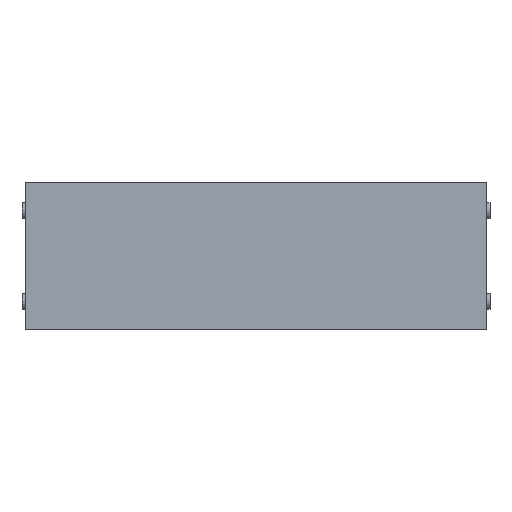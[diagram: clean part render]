
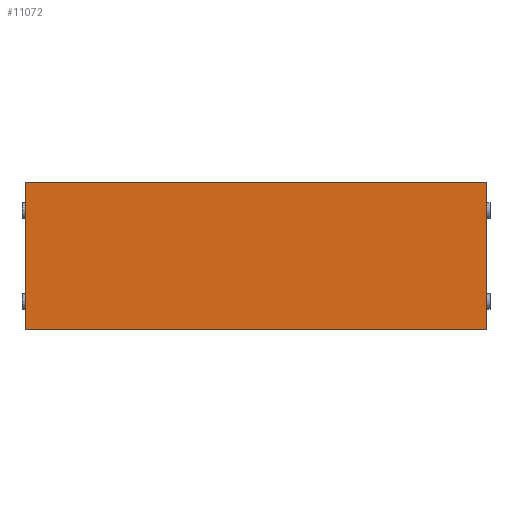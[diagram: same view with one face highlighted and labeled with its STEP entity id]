
A CAD part, front view. The second image highlights one B-rep face of the part: STEP entity #11072.
In plain terms, the highlighted planar face has unit normal (0, -1, 0).
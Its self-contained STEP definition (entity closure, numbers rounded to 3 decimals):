
#58 = EDGE_LOOP ( 'NONE', ( #6477, #9692, #6591, #11127 ) ) ;
#967 = LINE ( 'NONE', #10001, #8096 ) ;
#1659 = VECTOR ( 'NONE', #4394, 1000. ) ;
#1788 = DIRECTION ( 'NONE',  ( -1., 0., 0. ) ) ;
#2421 = EDGE_CURVE ( 'NONE', #5290, #11233, #967, .T. ) ;
#3144 = DIRECTION ( 'NONE',  ( 0., -1., 0. ) ) ;
#3601 = EDGE_CURVE ( 'NONE', #11233, #7987, #7265, .T. ) ;
#3709 = DIRECTION ( 'NONE',  ( 0., 0., -1. ) ) ;
#4081 = VECTOR ( 'NONE', #3709, 1000. ) ;
#4293 = EDGE_CURVE ( 'NONE', #7987, #5828, #5105, .T. ) ;
#4394 = DIRECTION ( 'NONE',  ( 1., 0., 0. ) ) ;
#4546 = CARTESIAN_POINT ( 'NONE',  ( -203., -20., 65. ) ) ;
#4550 = CARTESIAN_POINT ( 'NONE',  ( -203., -20., -65. ) ) ;
#4879 = CARTESIAN_POINT ( 'NONE',  ( 203., -20., 65. ) ) ;
#4884 = LINE ( 'NONE', #8489, #9521 ) ;
#5105 = LINE ( 'NONE', #8652, #1659 ) ;
#5222 = DIRECTION ( 'NONE',  ( 0., 0., -1. ) ) ;
#5290 = VERTEX_POINT ( 'NONE', #4879 ) ;
#5345 = CARTESIAN_POINT ( 'NONE',  ( -203., -20., 65. ) ) ;
#5523 = AXIS2_PLACEMENT_3D ( 'NONE', #9589, #3144, #5222 ) ;
#5828 = VERTEX_POINT ( 'NONE', #11151 ) ;
#6477 = ORIENTED_EDGE ( 'NONE', *, *, #3601, .T. ) ;
#6591 = ORIENTED_EDGE ( 'NONE', *, *, #9606, .T. ) ;
#6831 = DIRECTION ( 'NONE',  ( 0., 0., 1. ) ) ;
#6879 = PLANE ( 'NONE',  #5523 ) ;
#7265 = LINE ( 'NONE', #4546, #4081 ) ;
#7987 = VERTEX_POINT ( 'NONE', #4550 ) ;
#8096 = VECTOR ( 'NONE', #1788, 1000. ) ;
#8489 = CARTESIAN_POINT ( 'NONE',  ( 203., -20., 65. ) ) ;
#8652 = CARTESIAN_POINT ( 'NONE',  ( -203., -20., -65. ) ) ;
#9521 = VECTOR ( 'NONE', #6831, 1000. ) ;
#9536 = FACE_OUTER_BOUND ( 'NONE', #58, .T. ) ;
#9589 = CARTESIAN_POINT ( 'NONE',  ( 0., -20., 0. ) ) ;
#9606 = EDGE_CURVE ( 'NONE', #5828, #5290, #4884, .T. ) ;
#9692 = ORIENTED_EDGE ( 'NONE', *, *, #4293, .T. ) ;
#10001 = CARTESIAN_POINT ( 'NONE',  ( -203., -20., 65. ) ) ;
#11072 = ADVANCED_FACE ( 'NONE', ( #9536 ), #6879, .T. ) ;
#11127 = ORIENTED_EDGE ( 'NONE', *, *, #2421, .T. ) ;
#11151 = CARTESIAN_POINT ( 'NONE',  ( 203., -20., -65. ) ) ;
#11233 = VERTEX_POINT ( 'NONE', #5345 ) ;
